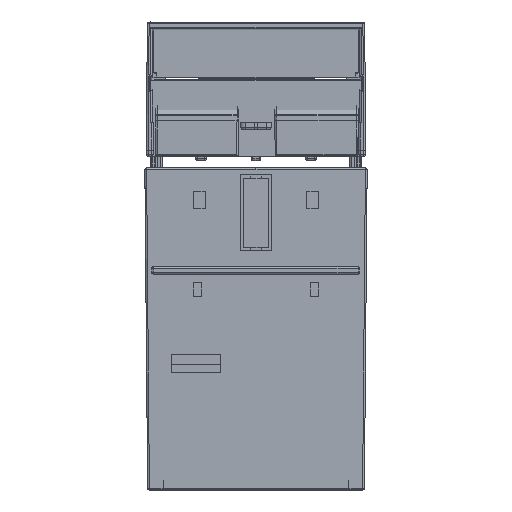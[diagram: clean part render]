
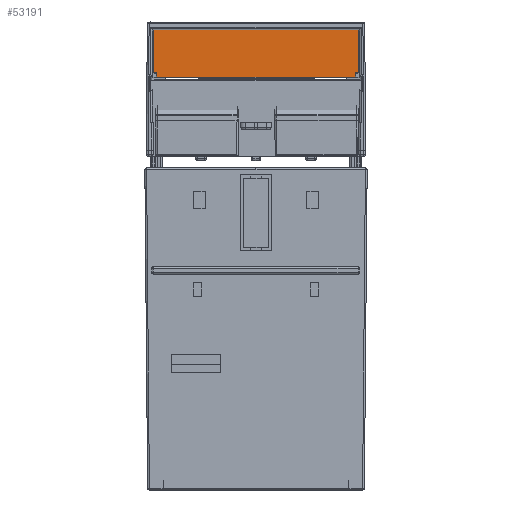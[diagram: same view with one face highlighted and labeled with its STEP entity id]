
A CAD part, left-side view. The second image highlights one B-rep face of the part: STEP entity #53191.
In plain terms, the highlighted planar face has unit normal (-1, 0, 0).
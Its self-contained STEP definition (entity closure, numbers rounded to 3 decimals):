
#53162=AXIS2_PLACEMENT_3D('Plane Axis2P3D',#53159,#53160,#53161) ;
#51911=CARTESIAN_POINT('Vertex',(-82.499,-28.,85.8)) ;
#51914=CARTESIAN_POINT('Line Origine',(-82.499,0.,85.8)) ;
#51918=CARTESIAN_POINT('Vertex',(-82.499,28.,85.8)) ;
#51966=CARTESIAN_POINT('Vertex',(-82.499,-29.,99.3)) ;
#51969=CARTESIAN_POINT('Line Origine',(-82.499,-29.,93.19)) ;
#51973=CARTESIAN_POINT('Vertex',(-82.499,-29.,87.079)) ;
#52006=CARTESIAN_POINT('Vertex',(-82.499,29.,99.3)) ;
#52009=CARTESIAN_POINT('Line Origine',(-82.499,0.,99.3)) ;
#52044=CARTESIAN_POINT('Vertex',(-82.499,29.,87.079)) ;
#52047=CARTESIAN_POINT('Line Origine',(-82.499,29.,93.19)) ;
#53133=CARTESIAN_POINT('Line Origine',(-82.499,28.,86.44)) ;
#53137=CARTESIAN_POINT('Vertex',(-82.499,28.,87.079)) ;
#53159=CARTESIAN_POINT('Axis2P3D Location',(-82.499,-8.5,71.1)) ;
#53164=CARTESIAN_POINT('Line Origine',(-82.499,28.5,87.079)) ;
#53169=CARTESIAN_POINT('Line Origine',(-82.499,-28.,86.44)) ;
#53173=CARTESIAN_POINT('Vertex',(-82.499,-28.,87.079)) ;
#53176=CARTESIAN_POINT('Line Origine',(-82.499,-28.5,87.079)) ;
#51915=DIRECTION('Vector Direction',(0.,-1.,0.)) ;
#51970=DIRECTION('Vector Direction',(0.,0.,-1.)) ;
#52010=DIRECTION('Vector Direction',(0.,1.,0.)) ;
#52048=DIRECTION('Vector Direction',(0.,0.,-1.)) ;
#53134=DIRECTION('Vector Direction',(0.,0.,1.)) ;
#53160=DIRECTION('Axis2P3D Direction',(-1.,0.,0.)) ;
#53161=DIRECTION('Axis2P3D XDirection',(0.,0.,1.)) ;
#53165=DIRECTION('Vector Direction',(0.,-1.,0.)) ;
#53170=DIRECTION('Vector Direction',(0.,0.,1.)) ;
#53177=DIRECTION('Vector Direction',(0.,1.,0.)) ;
#51916=VECTOR('Line Direction',#51915,1.) ;
#51971=VECTOR('Line Direction',#51970,1.) ;
#52011=VECTOR('Line Direction',#52010,1.) ;
#52049=VECTOR('Line Direction',#52048,1.) ;
#53135=VECTOR('Line Direction',#53134,1.) ;
#53166=VECTOR('Line Direction',#53165,1.) ;
#53171=VECTOR('Line Direction',#53170,1.) ;
#53178=VECTOR('Line Direction',#53177,1.) ;
#53182=ORIENTED_EDGE('',*,*,#53168,.T.) ;
#53183=ORIENTED_EDGE('',*,*,#53139,.F.) ;
#53184=ORIENTED_EDGE('',*,*,#51920,.T.) ;
#53185=ORIENTED_EDGE('',*,*,#53175,.T.) ;
#53186=ORIENTED_EDGE('',*,*,#53180,.F.) ;
#53187=ORIENTED_EDGE('',*,*,#51975,.F.) ;
#53188=ORIENTED_EDGE('',*,*,#52013,.T.) ;
#53189=ORIENTED_EDGE('',*,*,#52051,.T.) ;
#53191=ADVANCED_FACE('Hauptkoerper_nicht_benutzen',(#53190),#53163,.T.) ;
#51920=EDGE_CURVE('',#51919,#51912,#51917,.T.) ;
#51975=EDGE_CURVE('',#51967,#51974,#51972,.T.) ;
#52013=EDGE_CURVE('',#51967,#52007,#52012,.T.) ;
#52051=EDGE_CURVE('',#52007,#52045,#52050,.T.) ;
#53139=EDGE_CURVE('',#51919,#53138,#53136,.T.) ;
#53168=EDGE_CURVE('',#52045,#53138,#53167,.T.) ;
#53175=EDGE_CURVE('',#51912,#53174,#53172,.T.) ;
#53180=EDGE_CURVE('',#51974,#53174,#53179,.T.) ;
#53181=EDGE_LOOP('',(#53182,#53183,#53184,#53185,#53186,#53187,#53188,#53189)) ;
#53190=FACE_OUTER_BOUND('',#53181,.T.) ;
#51917=LINE('Line',#51914,#51916) ;
#51972=LINE('Line',#51969,#51971) ;
#52012=LINE('Line',#52009,#52011) ;
#52050=LINE('Line',#52047,#52049) ;
#53136=LINE('Line',#53133,#53135) ;
#53167=LINE('Line',#53164,#53166) ;
#53172=LINE('Line',#53169,#53171) ;
#53179=LINE('Line',#53176,#53178) ;
#53163=PLANE('Plane',#53162) ;
#51912=VERTEX_POINT('',#51911) ;
#51919=VERTEX_POINT('',#51918) ;
#51967=VERTEX_POINT('',#51966) ;
#51974=VERTEX_POINT('',#51973) ;
#52007=VERTEX_POINT('',#52006) ;
#52045=VERTEX_POINT('',#52044) ;
#53138=VERTEX_POINT('',#53137) ;
#53174=VERTEX_POINT('',#53173) ;
